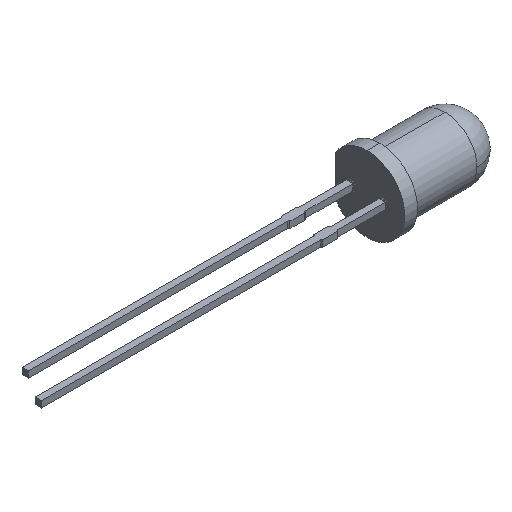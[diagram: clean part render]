
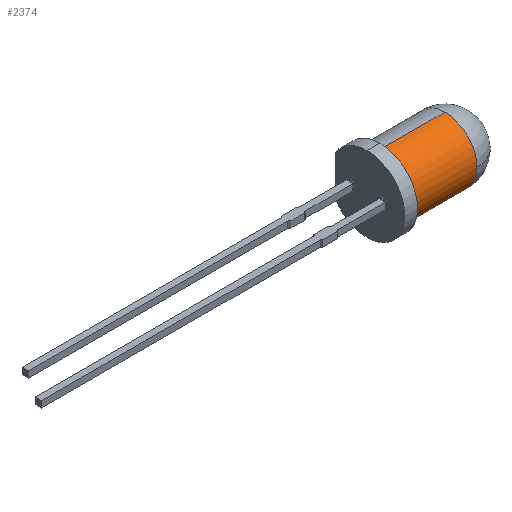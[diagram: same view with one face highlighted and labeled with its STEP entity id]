
A CAD part, isometric view. The second image highlights one B-rep face of the part: STEP entity #2374.
In plain terms, the highlighted cylindrical face has radius 2.5 mm (diameter 5 mm), a partial arc.
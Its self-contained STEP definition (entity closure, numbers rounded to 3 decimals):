
#120 = CARTESIAN_POINT ( 'NONE',  ( 6.1, 0., 0. ) ) ;
#139 = CARTESIAN_POINT ( 'NONE',  ( 1., 0., 2.5 ) ) ;
#255 = VECTOR ( 'NONE', #591, 1000. ) ;
#326 = CARTESIAN_POINT ( 'NONE',  ( 1., 0., 0. ) ) ;
#371 = VERTEX_POINT ( 'NONE', #1625 ) ;
#467 = DIRECTION ( 'NONE',  ( 0., 0., 1. ) ) ;
#591 = DIRECTION ( 'NONE',  ( -1., 0., 0. ) ) ;
#632 = DIRECTION ( 'NONE',  ( 0., 0., 1. ) ) ;
#695 = EDGE_LOOP ( 'NONE', ( #4681, #2702, #2544, #1184, #4757 ) ) ;
#738 = CIRCLE ( 'NONE', #1546, 2.5 ) ;
#821 = DIRECTION ( 'NONE',  ( -1., 0., 0. ) ) ;
#1011 = CARTESIAN_POINT ( 'NONE',  ( 1., 0., -2.5 ) ) ;
#1184 = ORIENTED_EDGE ( 'NONE', *, *, #4949, .T. ) ;
#1546 = AXIS2_PLACEMENT_3D ( 'NONE', #326, #3498, #3850 ) ;
#1556 = CARTESIAN_POINT ( 'NONE',  ( 6.1, 0., 2.5 ) ) ;
#1625 = CARTESIAN_POINT ( 'NONE',  ( 1., 0., 2.5 ) ) ;
#1998 = VERTEX_POINT ( 'NONE', #1011 ) ;
#2144 = DIRECTION ( 'NONE',  ( 0., 0., 1. ) ) ;
#2194 = CIRCLE ( 'NONE', #4465, 2.5 ) ;
#2270 = CARTESIAN_POINT ( 'NONE',  ( 6.1, -2.5, 0. ) ) ;
#2339 = VERTEX_POINT ( 'NONE', #3639 ) ;
#2374 = ADVANCED_FACE ( 'NONE', ( #2930 ), #2952, .T. ) ;
#2443 = AXIS2_PLACEMENT_3D ( 'NONE', #2630, #4957, #632 ) ;
#2477 = VERTEX_POINT ( 'NONE', #1556 ) ;
#2544 = ORIENTED_EDGE ( 'NONE', *, *, #4895, .T. ) ;
#2630 = CARTESIAN_POINT ( 'NONE',  ( 6.1, 0., 0. ) ) ;
#2663 = EDGE_CURVE ( 'NONE', #2339, #1998, #2983, .T. ) ;
#2702 = ORIENTED_EDGE ( 'NONE', *, *, #4816, .T. ) ;
#2752 = VERTEX_POINT ( 'NONE', #2270 ) ;
#2903 = CARTESIAN_POINT ( 'NONE',  ( 1., 0., 0. ) ) ;
#2930 = FACE_OUTER_BOUND ( 'NONE', #695, .T. ) ;
#2952 = CYLINDRICAL_SURFACE ( 'NONE', #3733, 2.5 ) ;
#2971 = DIRECTION ( 'NONE',  ( -1., 0., 0. ) ) ;
#2983 = LINE ( 'NONE', #4531, #3658 ) ;
#3498 = DIRECTION ( 'NONE',  ( -1., 0., 0. ) ) ;
#3606 = LINE ( 'NONE', #139, #255 ) ;
#3639 = CARTESIAN_POINT ( 'NONE',  ( 6.1, 0., -2.5 ) ) ;
#3658 = VECTOR ( 'NONE', #4864, 1000. ) ;
#3733 = AXIS2_PLACEMENT_3D ( 'NONE', #2903, #2971, #2144 ) ;
#3850 = DIRECTION ( 'NONE',  ( 0., 0., 1. ) ) ;
#4248 = EDGE_CURVE ( 'NONE', #1998, #371, #738, .T. ) ;
#4465 = AXIS2_PLACEMENT_3D ( 'NONE', #120, #821, #467 ) ;
#4531 = CARTESIAN_POINT ( 'NONE',  ( 1., 0., -2.5 ) ) ;
#4681 = ORIENTED_EDGE ( 'NONE', *, *, #2663, .F. ) ;
#4710 = CIRCLE ( 'NONE', #2443, 2.5 ) ;
#4757 = ORIENTED_EDGE ( 'NONE', *, *, #4248, .F. ) ;
#4816 = EDGE_CURVE ( 'NONE', #2339, #2752, #4710, .T. ) ;
#4864 = DIRECTION ( 'NONE',  ( -1., 0., 0. ) ) ;
#4895 = EDGE_CURVE ( 'NONE', #2752, #2477, #2194, .T. ) ;
#4949 = EDGE_CURVE ( 'NONE', #2477, #371, #3606, .T. ) ;
#4957 = DIRECTION ( 'NONE',  ( -1., 0., 0. ) ) ;
